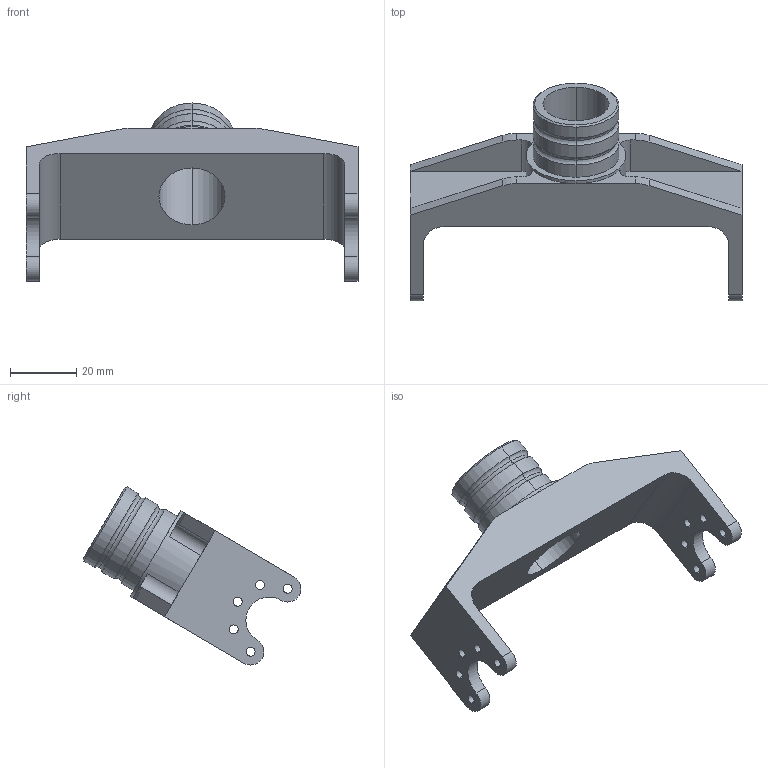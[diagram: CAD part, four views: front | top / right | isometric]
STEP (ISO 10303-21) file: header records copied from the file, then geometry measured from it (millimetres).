
FILE_DESCRIPTION (( 'STEP AP214' ), '1' );
FILE_NAME ('L23_Mount_CNC.STEP', '2023-11-06T08:22:47', ( '' ), ( '' ), 'SwSTEP 2.0', 'SolidWorks 2022', '' );
FILE_SCHEMA (( 'AUTOMOTIVE_DESIGN' ));
Length unit declared in the file: millimetre
Products named in the file (1): L23_Mount_CNC
Bounding box: 100 x 65.6 x 53.63 mm (x, y, z)
Volume: 30170.9 mm3; surface area: 16454.6 mm2
Topology: 1 solids, 1 shells, 81 faces, 212 edges, 134 vertices
Faces by surface type: cylinder 48, plane 23, torus 8, cone 2
Entity records: 2602 total; most frequent: DIRECTION 490, CARTESIAN_POINT 428, ORIENTED_EDGE 424, EDGE_CURVE 212, AXIS2_PLACEMENT_3D 196, VERTEX_POINT 134, CIRCLE 114, EDGE_LOOP 104
